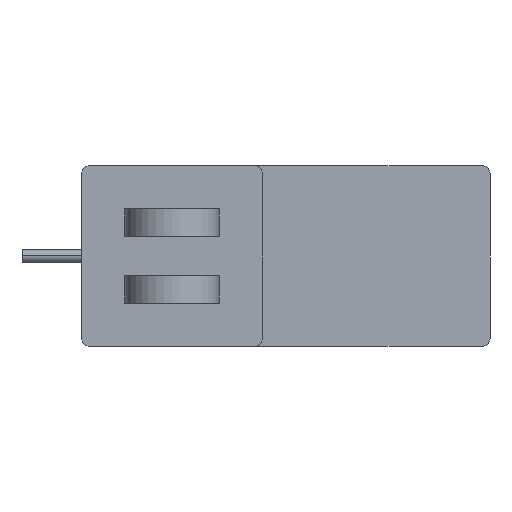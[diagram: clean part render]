
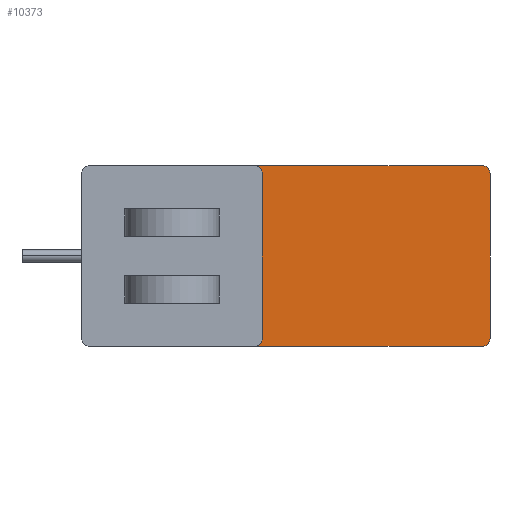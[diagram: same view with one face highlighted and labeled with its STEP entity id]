
A CAD part, front view. The second image highlights one B-rep face of the part: STEP entity #10373.
In plain terms, the highlighted face is planar.
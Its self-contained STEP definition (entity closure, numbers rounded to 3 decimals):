
#1564 = CARTESIAN_POINT ( 'NONE',  ( 155., 52.5, 0. ) ) ;
#2111 = EDGE_CURVE ( 'NONE', #8427, #31665, #43091, .T. ) ;
#2316 = VECTOR ( 'NONE', #82940, 1000. ) ;
#2521 = ORIENTED_EDGE ( 'NONE', *, *, #4969, .F. ) ;
#4969 = EDGE_CURVE ( 'NONE', #45270, #69417, #12665, .T. ) ;
#8427 = VERTEX_POINT ( 'NONE', #57485 ) ;
#10373 = ADVANCED_FACE ( 'NONE', ( #34593 ), #54489, .F. ) ;
#11742 = LINE ( 'NONE', #32111, #67160 ) ;
#12342 = CARTESIAN_POINT ( 'NONE',  ( -100., 52.5, 0. ) ) ;
#12665 = LINE ( 'NONE', #67818, #87727 ) ;
#12849 = CARTESIAN_POINT ( 'NONE',  ( -100., 57.5, 0. ) ) ;
#13029 = CIRCLE ( 'NONE', #36170, 5. ) ;
#13863 = CIRCLE ( 'NONE', #64384, 5. ) ;
#17013 = ORIENTED_EDGE ( 'NONE', *, *, #52177, .F. ) ;
#18241 = ORIENTED_EDGE ( 'NONE', *, *, #51908, .F. ) ;
#20460 = DIRECTION ( 'NONE',  ( -1., 0., 0. ) ) ;
#20556 = DIRECTION ( 'NONE',  ( 1., 0., 0. ) ) ;
#21295 = EDGE_CURVE ( 'NONE', #77318, #38511, #11742, .T. ) ;
#21830 = DIRECTION ( 'NONE',  ( -1., 0., 0. ) ) ;
#23923 = DIRECTION ( 'NONE',  ( 0., 0., 1. ) ) ;
#25886 = AXIS2_PLACEMENT_3D ( 'NONE', #31184, #23923, #65040 ) ;
#27523 = CARTESIAN_POINT ( 'NONE',  ( 155., -52.5, 0. ) ) ;
#28841 = CIRCLE ( 'NONE', #25886, 5. ) ;
#29523 = ORIENTED_EDGE ( 'NONE', *, *, #49591, .F. ) ;
#30507 = EDGE_LOOP ( 'NONE', ( #78550, #78429, #17013, #82289, #36215, #18241, #29523, #2521 ) ) ;
#31184 = CARTESIAN_POINT ( 'NONE',  ( 150., -52.5, 0. ) ) ;
#31665 = VERTEX_POINT ( 'NONE', #12849 ) ;
#32111 = CARTESIAN_POINT ( 'NONE',  ( -105., 52.5, 0. ) ) ;
#34593 = FACE_OUTER_BOUND ( 'NONE', #30507, .T. ) ;
#34833 = CARTESIAN_POINT ( 'NONE',  ( 155., 52.5, 0. ) ) ;
#36170 = AXIS2_PLACEMENT_3D ( 'NONE', #12342, #53510, #20460 ) ;
#36215 = ORIENTED_EDGE ( 'NONE', *, *, #79773, .F. ) ;
#36794 = AXIS2_PLACEMENT_3D ( 'NONE', #88811, #68935, #20556 ) ;
#38511 = VERTEX_POINT ( 'NONE', #50702 ) ;
#38820 = VERTEX_POINT ( 'NONE', #34833 ) ;
#40024 = VERTEX_POINT ( 'NONE', #27523 ) ;
#40534 = CARTESIAN_POINT ( 'NONE',  ( -100., 57.5, 0. ) ) ;
#43091 = LINE ( 'NONE', #40534, #65396 ) ;
#45270 = VERTEX_POINT ( 'NONE', #78573 ) ;
#49591 = EDGE_CURVE ( 'NONE', #69417, #40024, #28841, .T. ) ;
#50702 = CARTESIAN_POINT ( 'NONE',  ( -105., -52.5, 0. ) ) ;
#50796 = CARTESIAN_POINT ( 'NONE',  ( 150., -57.5, 0. ) ) ;
#51737 = CIRCLE ( 'NONE', #70533, 5. ) ;
#51908 = EDGE_CURVE ( 'NONE', #40024, #38820, #63926, .T. ) ;
#52177 = EDGE_CURVE ( 'NONE', #31665, #77318, #13029, .T. ) ;
#53510 = DIRECTION ( 'NONE',  ( 0., 0., 1. ) ) ;
#53831 = DIRECTION ( 'NONE',  ( 1., 0., 0. ) ) ;
#54489 = PLANE ( 'NONE',  #36794 ) ;
#54552 = CARTESIAN_POINT ( 'NONE',  ( -105., 52.5, 0. ) ) ;
#54868 = CARTESIAN_POINT ( 'NONE',  ( 150., 52.5, 0. ) ) ;
#55056 = CARTESIAN_POINT ( 'NONE',  ( -100., -52.5, 0. ) ) ;
#57485 = CARTESIAN_POINT ( 'NONE',  ( 150., 57.5, 0. ) ) ;
#62493 = DIRECTION ( 'NONE',  ( 1., 0., 0. ) ) ;
#63926 = LINE ( 'NONE', #1564, #2316 ) ;
#64384 = AXIS2_PLACEMENT_3D ( 'NONE', #54868, #82855, #62493 ) ;
#65040 = DIRECTION ( 'NONE',  ( 1., 0., 0. ) ) ;
#65396 = VECTOR ( 'NONE', #21830, 1000. ) ;
#67160 = VECTOR ( 'NONE', #87660, 1000. ) ;
#67818 = CARTESIAN_POINT ( 'NONE',  ( -100., -57.5, 0. ) ) ;
#68863 = EDGE_CURVE ( 'NONE', #38511, #45270, #51737, .T. ) ;
#68935 = DIRECTION ( 'NONE',  ( 0., 0., 1. ) ) ;
#69417 = VERTEX_POINT ( 'NONE', #50796 ) ;
#70533 = AXIS2_PLACEMENT_3D ( 'NONE', #55056, #77147, #83029 ) ;
#77147 = DIRECTION ( 'NONE',  ( 0., 0., 1. ) ) ;
#77318 = VERTEX_POINT ( 'NONE', #54552 ) ;
#78429 = ORIENTED_EDGE ( 'NONE', *, *, #21295, .F. ) ;
#78550 = ORIENTED_EDGE ( 'NONE', *, *, #68863, .F. ) ;
#78573 = CARTESIAN_POINT ( 'NONE',  ( -100., -57.5, 0. ) ) ;
#79773 = EDGE_CURVE ( 'NONE', #38820, #8427, #13863, .T. ) ;
#82289 = ORIENTED_EDGE ( 'NONE', *, *, #2111, .F. ) ;
#82855 = DIRECTION ( 'NONE',  ( 0., 0., 1. ) ) ;
#82940 = DIRECTION ( 'NONE',  ( 0., 1., 0. ) ) ;
#83029 = DIRECTION ( 'NONE',  ( 1., 0., 0. ) ) ;
#87660 = DIRECTION ( 'NONE',  ( 0., -1., 0. ) ) ;
#87727 = VECTOR ( 'NONE', #53831, 1000. ) ;
#88811 = CARTESIAN_POINT ( 'NONE',  ( -100., -52.5, 0. ) ) ;
